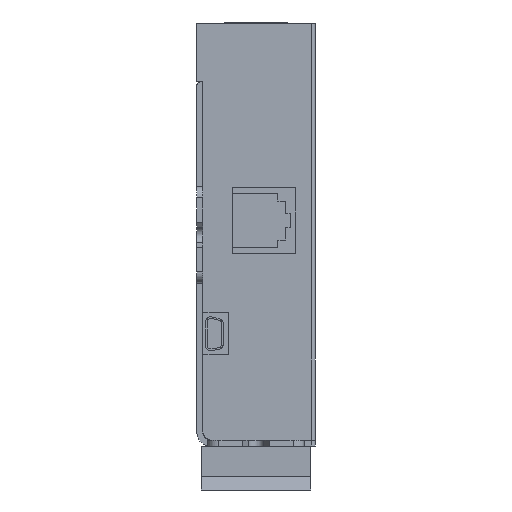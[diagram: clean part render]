
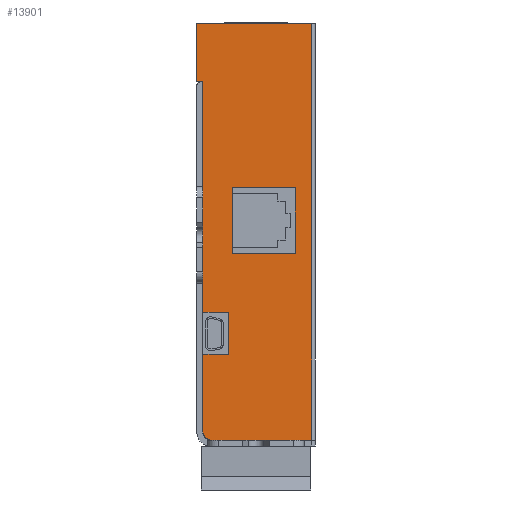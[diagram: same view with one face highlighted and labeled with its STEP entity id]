
A CAD part, front view. The second image highlights one B-rep face of the part: STEP entity #13901.
In plain terms, the highlighted planar face has unit normal (0, -1, 0).
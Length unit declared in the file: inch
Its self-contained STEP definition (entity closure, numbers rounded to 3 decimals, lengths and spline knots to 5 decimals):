
#30 = VECTOR ( 'NONE', #2116, 39.37008 ) ;
#661 = FACE_BOUND ( 'NONE', #12157, .T. ) ;
#668 = LINE ( 'NONE', #1921, #9490 ) ;
#680 = LINE ( 'NONE', #2298, #14739 ) ;
#724 = FACE_OUTER_BOUND ( 'NONE', #12381, .T. ) ;
#736 = LINE ( 'NONE', #2042, #9489 ) ;
#737 = LINE ( 'NONE', #2711, #13322 ) ;
#1375 = VECTOR ( 'NONE', #7112, 39.37008 ) ;
#1437 = VECTOR ( 'NONE', #7358, 39.37008 ) ;
#1607 = VECTOR ( 'NONE', #7114, 39.37008 ) ;
#1616 = VECTOR ( 'NONE', #7116, 39.37008 ) ;
#1856 = DIRECTION ( 'NONE',  ( 0., 0., 1. ) ) ;
#1858 = CARTESIAN_POINT ( 'NONE',  ( 0.505, -2.35, -1.91 ) ) ;
#1920 = DIRECTION ( 'NONE',  ( 0., 0., -1. ) ) ;
#1921 = CARTESIAN_POINT ( 'NONE',  ( -0.48, -2.35, -1.77962 ) ) ;
#2041 = DIRECTION ( 'NONE',  ( -1., 0., 0. ) ) ;
#2042 = CARTESIAN_POINT ( 'NONE',  ( -0.215, -2.35, 0.425 ) ) ;
#2116 = DIRECTION ( 'NONE',  ( 1., 0., 0. ) ) ;
#2117 = CARTESIAN_POINT ( 'NONE',  ( -0.48, -2.35, -1.08 ) ) ;
#2218 = DIRECTION ( 'NONE',  ( 0., 0., -1. ) ) ;
#2222 = DIRECTION ( 'NONE',  ( 0., -1., 0. ) ) ;
#2224 = CARTESIAN_POINT ( 'NONE',  ( -0.535, -2.35, -1.91 ) ) ;
#2226 = PLANE ( 'NONE',  #14862 ) ;
#2297 = DIRECTION ( 'NONE',  ( 1., 0., 0. ) ) ;
#2298 = CARTESIAN_POINT ( 'NONE',  ( -1.46306, -2.35, 1.385 ) ) ;
#2645 = DIRECTION ( 'NONE',  ( 0., 0., 1. ) ) ;
#2646 = CARTESIAN_POINT ( 'NONE',  ( 0.355, -2.35, 0.425 ) ) ;
#2710 = DIRECTION ( 'NONE',  ( 0., 0., 1. ) ) ;
#2711 = CARTESIAN_POINT ( 'NONE',  ( -0.25, -2.35, -0.7 ) ) ;
#3769 = ORIENTED_EDGE ( 'NONE', *, *, #13993, .F. ) ;
#3772 = ORIENTED_EDGE ( 'NONE', *, *, #13603, .F. ) ;
#3815 = ORIENTED_EDGE ( 'NONE', *, *, #13697, .T. ) ;
#3820 = ORIENTED_EDGE ( 'NONE', *, *, #13353, .F. ) ;
#3914 = ORIENTED_EDGE ( 'NONE', *, *, #14099, .F. ) ;
#3916 = ORIENTED_EDGE ( 'NONE', *, *, #13403, .T. ) ;
#3939 = ORIENTED_EDGE ( 'NONE', *, *, #13850, .F. ) ;
#3947 = ORIENTED_EDGE ( 'NONE', *, *, #13938, .F. ) ;
#3985 = ORIENTED_EDGE ( 'NONE', *, *, #14245, .F. ) ;
#3993 = ORIENTED_EDGE ( 'NONE', *, *, #14116, .T. ) ;
#4003 = ORIENTED_EDGE ( 'NONE', *, *, #13741, .T. ) ;
#4005 = ORIENTED_EDGE ( 'NONE', *, *, #14267, .F. ) ;
#4091 = ORIENTED_EDGE ( 'NONE', *, *, #13891, .T. ) ;
#4105 = ORIENTED_EDGE ( 'NONE', *, *, #13605, .T. ) ;
#4106 = ORIENTED_EDGE ( 'NONE', *, *, #13542, .T. ) ;
#4118 = ORIENTED_EDGE ( 'NONE', *, *, #13604, .T. ) ;
#4128 = ORIENTED_EDGE ( 'NONE', *, *, #14146, .F. ) ;
#4166 = ORIENTED_EDGE ( 'NONE', *, *, #13955, .T. ) ;
#4793 = LINE ( 'NONE', #15231, #8750 ) ;
#4912 = VERTEX_POINT ( 'NONE', #11128 ) ;
#4927 = VERTEX_POINT ( 'NONE', #11141 ) ;
#4929 = VERTEX_POINT ( 'NONE', #11109 ) ;
#4931 = VERTEX_POINT ( 'NONE', #11197 ) ;
#4949 = VERTEX_POINT ( 'NONE', #10934 ) ;
#4994 = VERTEX_POINT ( 'NONE', #11201 ) ;
#5082 = VERTEX_POINT ( 'NONE', #11010 ) ;
#5118 = VERTEX_POINT ( 'NONE', #11029 ) ;
#5156 = VERTEX_POINT ( 'NONE', #11176 ) ;
#5226 = VERTEX_POINT ( 'NONE', #15199 ) ;
#5257 = VERTEX_POINT ( 'NONE', #15254 ) ;
#5258 = VERTEX_POINT ( 'NONE', #15101 ) ;
#5285 = VERTEX_POINT ( 'NONE', #14933 ) ;
#5286 = VERTEX_POINT ( 'NONE', #14902 ) ;
#5304 = VERTEX_POINT ( 'NONE', #14905 ) ;
#5334 = VERTEX_POINT ( 'NONE', #14968 ) ;
#5382 = VERTEX_POINT ( 'NONE', #15185 ) ;
#5498 = VERTEX_POINT ( 'NONE', #15027 ) ;
#5565 = VECTOR ( 'NONE', #7983, 39.37008 ) ;
#5842 = LINE ( 'NONE', #7118, #1616 ) ;
#5851 = LINE ( 'NONE', #7115, #1607 ) ;
#5858 = LINE ( 'NONE', #7113, #1375 ) ;
#5862 = LINE ( 'NONE', #6709, #9059 ) ;
#6708 = DIRECTION ( 'NONE',  ( 1., 0., 0. ) ) ;
#6709 = CARTESIAN_POINT ( 'NONE',  ( 1.41024, -2.35, -1.855 ) ) ;
#6878 = DIRECTION ( 'NONE',  ( 0., 0., 1. ) ) ;
#6879 = DIRECTION ( 'NONE',  ( 0., -1., 0. ) ) ;
#6880 = CARTESIAN_POINT ( 'NONE',  ( -0.40462, -2.35, -1.77962 ) ) ;
#7112 = DIRECTION ( 'NONE',  ( 0., 0., -1. ) ) ;
#7113 = CARTESIAN_POINT ( 'NONE',  ( -0.48, -2.35, -1.77962 ) ) ;
#7114 = DIRECTION ( 'NONE',  ( 0., 0., -1. ) ) ;
#7115 = CARTESIAN_POINT ( 'NONE',  ( -0.48, -2.35, -1.77962 ) ) ;
#7116 = DIRECTION ( 'NONE',  ( -1., 0., 0. ) ) ;
#7118 = CARTESIAN_POINT ( 'NONE',  ( -0.48, -2.35, -0.7 ) ) ;
#7358 = DIRECTION ( 'NONE',  ( 1., 0., 0. ) ) ;
#7359 = CARTESIAN_POINT ( 'NONE',  ( 1.41024, -2.35, -1.855 ) ) ;
#7656 = DIRECTION ( 'NONE',  ( 1., 0., 0. ) ) ;
#7676 = DIRECTION ( 'NONE',  ( 0., 0., 1. ) ) ;
#7678 = CARTESIAN_POINT ( 'NONE',  ( -0.535, -2.35, -1.91 ) ) ;
#7982 = CARTESIAN_POINT ( 'NONE',  ( -0.215, -2.35, 0.425 ) ) ;
#7983 = DIRECTION ( 'NONE',  ( 0., 0., -1. ) ) ;
#8463 = CARTESIAN_POINT ( 'NONE',  ( -0.535, -2.35, 1.91 ) ) ;
#8750 = VECTOR ( 'NONE', #15272, 39.37008 ) ;
#8814 = VECTOR ( 'NONE', #10677, 39.37008 ) ;
#9059 = VECTOR ( 'NONE', #6708, 39.37008 ) ;
#9118 = CIRCLE ( 'NONE', #9164, 0.07538 ) ;
#9164 = AXIS2_PLACEMENT_3D ( 'NONE', #6880, #6879, #6878 ) ;
#9264 = LINE ( 'NONE', #2646, #14837 ) ;
#9489 = VECTOR ( 'NONE', #2041, 39.37008 ) ;
#9490 = VECTOR ( 'NONE', #1920, 39.37008 ) ;
#9583 = LINE ( 'NONE', #7678, #11787 ) ;
#9590 = LINE ( 'NONE', #8463, #11799 ) ;
#10677 = DIRECTION ( 'NONE',  ( 0., 0., -1. ) ) ;
#10678 = CARTESIAN_POINT ( 'NONE',  ( -0.48, -2.35, -1.77962 ) ) ;
#10934 = CARTESIAN_POINT ( 'NONE',  ( -0.48, -2.35, -1.77962 ) ) ;
#11010 = CARTESIAN_POINT ( 'NONE',  ( -0.25, -2.35, -0.7 ) ) ;
#11029 = CARTESIAN_POINT ( 'NONE',  ( 0.505, -2.35, -1.855 ) ) ;
#11109 = CARTESIAN_POINT ( 'NONE',  ( -0.48, -2.35, -1.08 ) ) ;
#11128 = CARTESIAN_POINT ( 'NONE',  ( -0.40462, -2.35, -1.855 ) ) ;
#11141 = CARTESIAN_POINT ( 'NONE',  ( -0.215, -2.35, 0.425 ) ) ;
#11176 = CARTESIAN_POINT ( 'NONE',  ( -0.215, -2.35, -0.165 ) ) ;
#11197 = CARTESIAN_POINT ( 'NONE',  ( -0.25, -2.35, -1.08 ) ) ;
#11201 = CARTESIAN_POINT ( 'NONE',  ( -0.535, -2.35, 1.91 ) ) ;
#11212 = LINE ( 'NONE', #7982, #5565 ) ;
#11271 = LINE ( 'NONE', #2117, #30 ) ;
#11281 = LINE ( 'NONE', #1858, #15330 ) ;
#11787 = VECTOR ( 'NONE', #7676, 39.37008 ) ;
#11799 = VECTOR ( 'NONE', #7656, 39.37008 ) ;
#12157 = EDGE_LOOP ( 'NONE', ( #4128, #3947, #3939, #3820 ) ) ;
#12381 = EDGE_LOOP ( 'NONE', ( #3772, #3769, #3914, #4118, #3815, #4106, #4003, #3993, #4005, #3985, #4091, #4105, #4166, #3916 ) ) ;
#13174 = LINE ( 'NONE', #7359, #1437 ) ;
#13198 = LINE ( 'NONE', #10678, #8814 ) ;
#13322 = VECTOR ( 'NONE', #2710, 39.37008 ) ;
#13353 = EDGE_CURVE ( 'NONE', #5156, #5382, #4793, .T. ) ;
#13403 = EDGE_CURVE ( 'NONE', #5498, #5285, #13198, .T. ) ;
#13542 = EDGE_CURVE ( 'NONE', #4912, #5258, #13174, .T. ) ;
#13603 = EDGE_CURVE ( 'NONE', #5082, #5285, #5842, .T. ) ;
#13604 = EDGE_CURVE ( 'NONE', #4929, #4949, #5851, .T. ) ;
#13605 = EDGE_CURVE ( 'NONE', #5334, #5257, #5858, .T. ) ;
#13697 = EDGE_CURVE ( 'NONE', #4949, #4912, #9118, .T. ) ;
#13741 = EDGE_CURVE ( 'NONE', #5258, #5118, #5862, .T. ) ;
#13850 = EDGE_CURVE ( 'NONE', #5382, #5226, #9264, .T. ) ;
#13891 = EDGE_CURVE ( 'NONE', #5286, #5334, #680, .T. ) ;
#13901 = ADVANCED_FACE ( 'NONE', ( #724, #661 ), #2226, .T. ) ;
#13938 = EDGE_CURVE ( 'NONE', #5226, #4927, #736, .T. ) ;
#13955 = EDGE_CURVE ( 'NONE', #5257, #5498, #668, .T. ) ;
#13993 = EDGE_CURVE ( 'NONE', #4931, #5082, #737, .T. ) ;
#14099 = EDGE_CURVE ( 'NONE', #4929, #4931, #11271, .T. ) ;
#14116 = EDGE_CURVE ( 'NONE', #5118, #5304, #11281, .T. ) ;
#14146 = EDGE_CURVE ( 'NONE', #4927, #5156, #11212, .T. ) ;
#14245 = EDGE_CURVE ( 'NONE', #5286, #4994, #9583, .T. ) ;
#14267 = EDGE_CURVE ( 'NONE', #4994, #5304, #9590, .T. ) ;
#14739 = VECTOR ( 'NONE', #2297, 39.37008 ) ;
#14837 = VECTOR ( 'NONE', #2645, 39.37008 ) ;
#14862 = AXIS2_PLACEMENT_3D ( 'NONE', #2224, #2222, #2218 ) ;
#14902 = CARTESIAN_POINT ( 'NONE',  ( -0.535, -2.35, 1.385 ) ) ;
#14905 = CARTESIAN_POINT ( 'NONE',  ( 0.505, -2.35, 1.91 ) ) ;
#14933 = CARTESIAN_POINT ( 'NONE',  ( -0.48, -2.35, -0.7 ) ) ;
#14968 = CARTESIAN_POINT ( 'NONE',  ( -0.48, -2.35, 1.385 ) ) ;
#15027 = CARTESIAN_POINT ( 'NONE',  ( -0.48, -2.35, -0.435 ) ) ;
#15101 = CARTESIAN_POINT ( 'NONE',  ( 0.435, -2.35, -1.855 ) ) ;
#15185 = CARTESIAN_POINT ( 'NONE',  ( 0.355, -2.35, -0.165 ) ) ;
#15199 = CARTESIAN_POINT ( 'NONE',  ( 0.355, -2.35, 0.425 ) ) ;
#15231 = CARTESIAN_POINT ( 'NONE',  ( -0.215, -2.35, -0.165 ) ) ;
#15254 = CARTESIAN_POINT ( 'NONE',  ( -0.48, -2.35, 0.435 ) ) ;
#15272 = DIRECTION ( 'NONE',  ( 1., 0., 0. ) ) ;
#15330 = VECTOR ( 'NONE', #1856, 39.37008 ) ;
